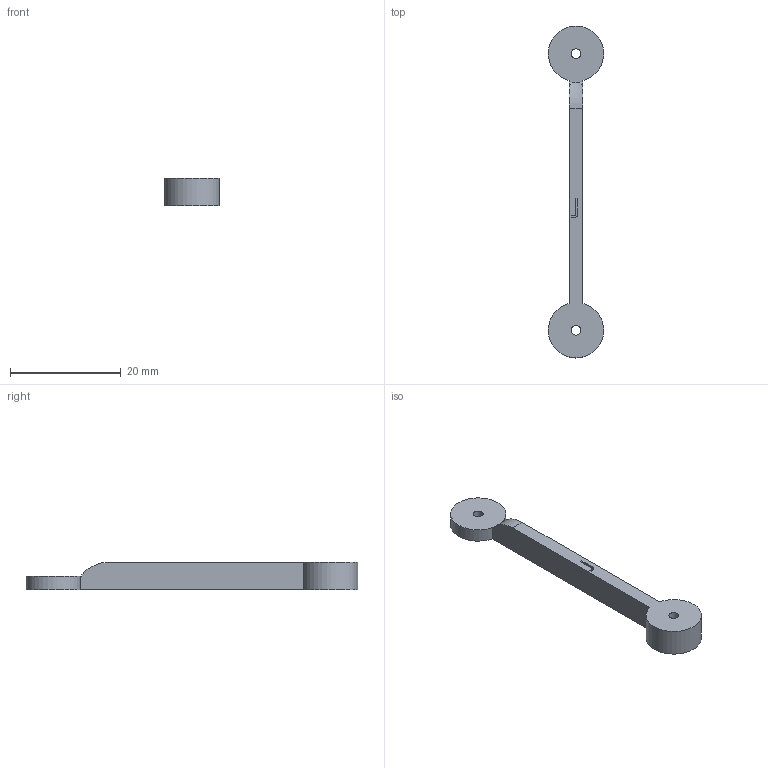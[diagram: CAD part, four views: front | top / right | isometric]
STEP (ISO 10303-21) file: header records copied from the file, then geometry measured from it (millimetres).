
FILE_DESCRIPTION(('FreeCAD Model'),'2;1');
FILE_NAME('Upper 4-bar Mechanism.step','2018-12-21T09:35:11',('kicad StepUp'),('ksu MCAD'), 'Open CASCADE STEP processor 7.3','FreeCAD','Unknown');
FILE_SCHEMA(('AUTOMOTIVE_DESIGN { 1 0 10303 214 1 1 1 1 }'));
Length unit declared in the file: millimetre
Products named in the file (1): Upper_4-Bar_Mechanism
Bounding box: 9.99 x 60 x 5 mm (x, y, z)
Volume: 1061.1 mm3; surface area: 1169 mm2
Topology: 1 solids, 1 shells, 29 faces, 78 edges, 52 vertices
Faces by surface type: extrusion 12, plane 10, cylinder 5, torus 1, cone 1
Full cylindrical faces by diameter (mm): 1.75 x2
Entity records: 989 total; most frequent: CARTESIAN_POINT 266, ORIENTED_EDGE 156, DIRECTION 114, EDGE_CURVE 78, VERTEX_POINT 52, VECTOR 50, LINE 38, B_SPLINE_CURVE_WITH_KNOTS 38
